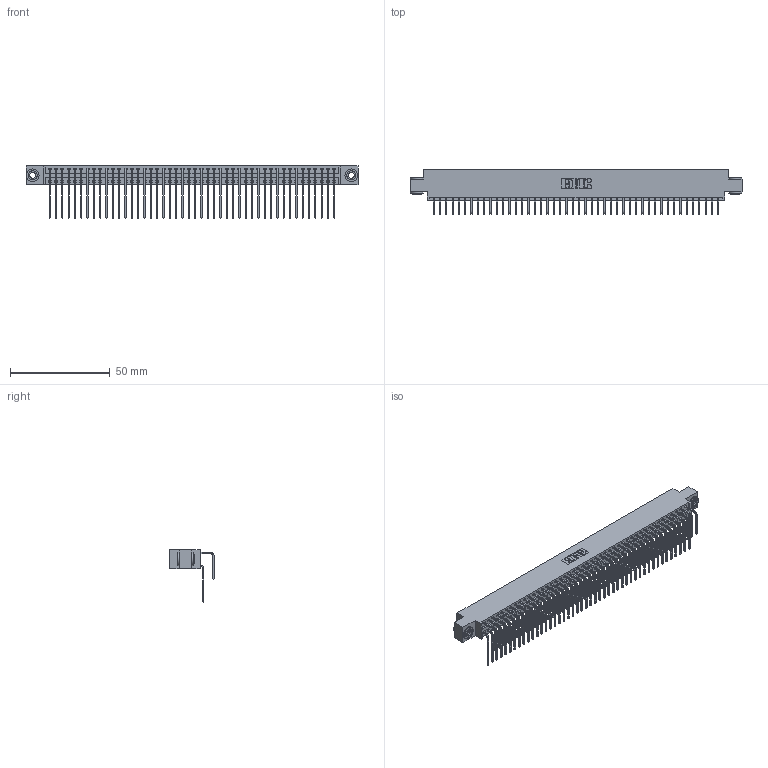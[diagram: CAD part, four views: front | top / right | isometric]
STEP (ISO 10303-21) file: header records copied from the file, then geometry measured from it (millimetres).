
FILE_DESCRIPTION (( 'STEP AP203' ), '1' );
FILE_NAME ('346-092-558-803.STEP', '2022-05-26T08:19:13', ( '' ), ( '' ), 'SwSTEP 2.0', 'SolidWorks 2020', '' );
FILE_SCHEMA (( 'CONFIG_CONTROL_DESIGN' ));
Length unit declared in the file: inch
Products named in the file (5): 345-250-002_345-250-002-102; 345-292-001_558 Tail - 2; 345-292-001_558 559 Tail - 1; 346-092-558-803; 346 Part_0.170 Offset - 0.156 Dia-TH
Assembly tree (95 placements, depth 2):
  346-092-558-803
    346 Part_0.170 Offset - 0.156 Dia-TH
    345-292-001_558 559 Tail - 1  x46
    345-292-001_558 Tail - 2  x46
    345-250-002_345-250-002-102  x2
Bounding box: 166.62 x 22.16 x 26.16 mm (x, y, z)
Volume: 16656.4 mm3; surface area: 25932.6 mm2
Topology: 95 solids, 95 shells, 5146 faces, 15265 edges, 10050 vertices
Faces by surface type: plane 3508, cylinder 1630, cone 8
Entity records: 32464 total; most frequent: CARTESIAN_POINT 5380, ORIENTED_EDGE 5254, DIRECTION 4793, EDGE_CURVE 2627, LINE 2247, VECTOR 2247, VERTEX_POINT 1746, AXIS2_PLACEMENT_3D 1273
